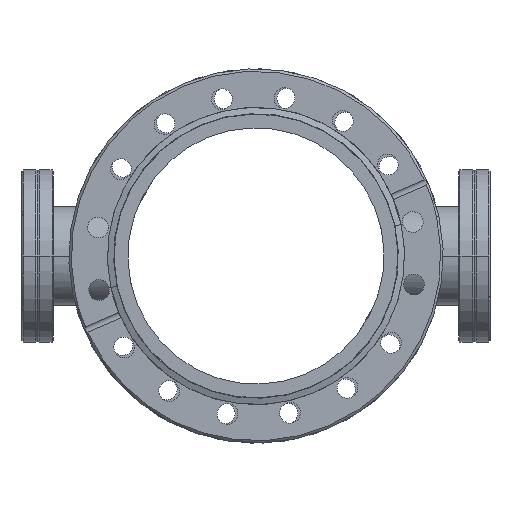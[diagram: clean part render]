
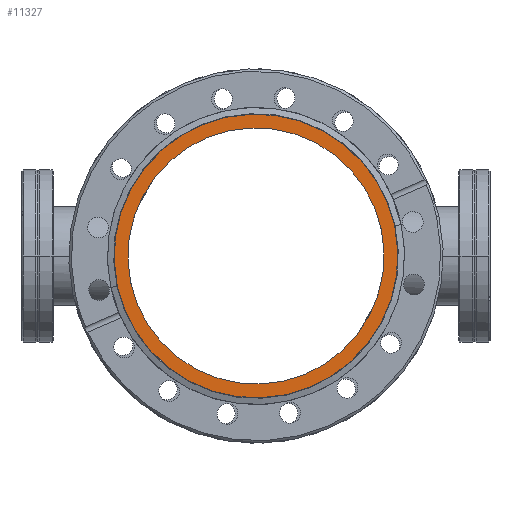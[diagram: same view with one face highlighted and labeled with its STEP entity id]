
A CAD part, left-side view. The second image highlights one B-rep face of the part: STEP entity #11327.
In plain terms, the highlighted planar face has unit normal (-1, 0, 0).
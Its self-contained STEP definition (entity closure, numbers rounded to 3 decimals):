
#61 = EDGE_CURVE ( 'NONE', #1766, #6491, #8201, .T. ) ;
#120 = DIRECTION ( 'NONE',  ( 1., 0., 0. ) ) ;
#631 = DIRECTION ( 'NONE',  ( -1., 0., 0. ) ) ;
#1124 = DIRECTION ( 'NONE',  ( 0., 0.977, -0.212 ) ) ;
#1704 = DIRECTION ( 'NONE',  ( 1., 0., 0. ) ) ;
#1766 = VERTEX_POINT ( 'NONE', #7155 ) ;
#2281 = CARTESIAN_POINT ( 'NONE',  ( -8.3, 50.816, -11.033 ) ) ;
#4273 = DIRECTION ( 'NONE',  ( 0., 0.977, -0.212 ) ) ;
#4285 = DIRECTION ( 'NONE',  ( -1., 0., 0. ) ) ;
#4297 = CARTESIAN_POINT ( 'NONE',  ( -8.3, 0., 0. ) ) ;
#4488 = EDGE_CURVE ( 'NONE', #8549, #5759, #10167, .T. ) ;
#4508 = ORIENTED_EDGE ( 'NONE', *, *, #7995, .T. ) ;
#4547 = ORIENTED_EDGE ( 'NONE', *, *, #61, .T. ) ;
#4554 = DIRECTION ( 'NONE',  ( 0., 0.977, -0.212 ) ) ;
#4603 = ORIENTED_EDGE ( 'NONE', *, *, #4488, .T. ) ;
#4963 = AXIS2_PLACEMENT_3D ( 'NONE', #4297, #4285, #4273 ) ;
#4992 = EDGE_CURVE ( 'NONE', #5759, #8549, #5221, .T. ) ;
#5221 = CIRCLE ( 'NONE', #5596, 52. ) ;
#5583 = CARTESIAN_POINT ( 'NONE',  ( -8.3, 56.286, -12.221 ) ) ;
#5596 = AXIS2_PLACEMENT_3D ( 'NONE', #7560, #1704, #4554 ) ;
#5759 = VERTEX_POINT ( 'NONE', #12587 ) ;
#5960 = CIRCLE ( 'NONE', #4963, 57.598 ) ;
#6491 = VERTEX_POINT ( 'NONE', #5583 ) ;
#7155 = CARTESIAN_POINT ( 'NONE',  ( -8.3, -56.286, 12.221 ) ) ;
#7395 = AXIS2_PLACEMENT_3D ( 'NONE', #10867, #120, #1124 ) ;
#7560 = CARTESIAN_POINT ( 'NONE',  ( -8.3, 0., 0. ) ) ;
#7936 = AXIS2_PLACEMENT_3D ( 'NONE', #11571, #11560, #11541 ) ;
#7995 = EDGE_CURVE ( 'NONE', #6491, #1766, #5960, .T. ) ;
#8201 = CIRCLE ( 'NONE', #9939, 57.598 ) ;
#8549 = VERTEX_POINT ( 'NONE', #2281 ) ;
#9283 = EDGE_LOOP ( 'NONE', ( #4508, #4547 ) ) ;
#9442 = EDGE_LOOP ( 'NONE', ( #9690, #4603 ) ) ;
#9690 = ORIENTED_EDGE ( 'NONE', *, *, #4992, .T. ) ;
#9716 = DIRECTION ( 'NONE',  ( 0., 0.977, -0.212 ) ) ;
#9835 = CARTESIAN_POINT ( 'NONE',  ( -8.3, 0., 0. ) ) ;
#9939 = AXIS2_PLACEMENT_3D ( 'NONE', #9835, #631, #9716 ) ;
#9978 = FACE_BOUND ( 'NONE', #9442, .T. ) ;
#10167 = CIRCLE ( 'NONE', #7395, 52. ) ;
#10867 = CARTESIAN_POINT ( 'NONE',  ( -8.3, 0., 0. ) ) ;
#11327 = ADVANCED_FACE ( 'NONE', ( #12252, #9978 ), #12036, .T. ) ;
#11541 = DIRECTION ( 'NONE',  ( 0., 0.977, -0.212 ) ) ;
#11560 = DIRECTION ( 'NONE',  ( -1., 0., 0. ) ) ;
#11571 = CARTESIAN_POINT ( 'NONE',  ( -8.3, 0., 0. ) ) ;
#12036 = PLANE ( 'NONE',  #7936 ) ;
#12252 = FACE_OUTER_BOUND ( 'NONE', #9283, .T. ) ;
#12587 = CARTESIAN_POINT ( 'NONE',  ( -8.3, -50.816, 11.033 ) ) ;
